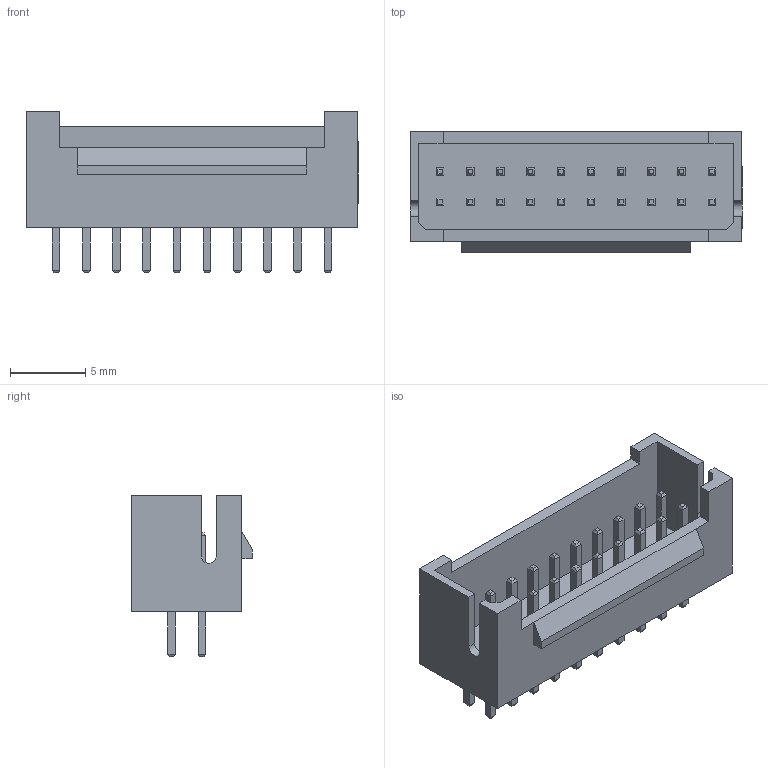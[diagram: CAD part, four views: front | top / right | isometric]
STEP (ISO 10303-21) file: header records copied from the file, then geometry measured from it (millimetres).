
FILE_DESCRIPTION (( 'STEP AP214' ), '1' );
FILE_NAME ('User Library-phb-2x10.STEP', '2021-01-23T07:29:00', ( '' ), ( '' ), 'SwSTEP 2.0', 'SolidWorks 2020', '' );
FILE_SCHEMA (( 'AUTOMOTIVE_DESIGN' ));
Length unit declared in the file: millimetre
Products named in the file (3): PIN_0_5X0_5; User Library-phb-2x10; PHB-2X10
Assembly tree (21 placements, depth 2):
  User Library-phb-2x10
    PHB-2X10
    PIN_0_5X0_5  x20
Bounding box: 22 x 8 x 10.7 mm (x, y, z)
Volume: 458.3 mm3; surface area: 1375.7 mm2
Topology: 21 solids, 21 shells, 393 faces, 891 edges, 540 vertices
Faces by surface type: plane 391, cylinder 2
Entity records: 5756 total; most frequent: CARTESIAN_POINT 746, ORIENTED_EDGE 718, DIRECTION 665, EDGE_CURVE 359, LINE 355, VECTOR 355, VERTEX_POINT 236, EDGE_LOOP 167
